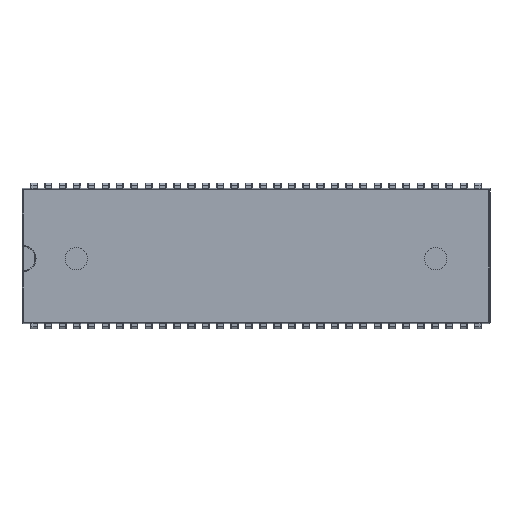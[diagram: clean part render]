
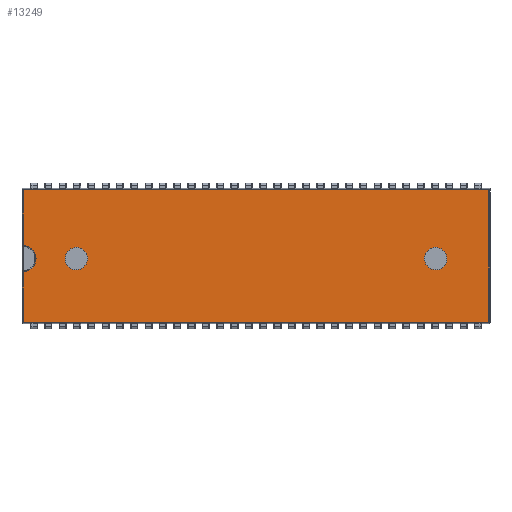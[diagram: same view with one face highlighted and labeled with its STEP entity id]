
A CAD part, top view. The second image highlights one B-rep face of the part: STEP entity #13249.
In plain terms, the highlighted planar face has unit normal (0, 0, 1).
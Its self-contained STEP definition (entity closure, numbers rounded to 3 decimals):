
#279=FACE_BOUND('',#1875,.T.);
#280=FACE_BOUND('',#1876,.T.);
#572=PLANE('',#14519);
#1188=FACE_OUTER_BOUND('',#1874,.T.);
#1874=EDGE_LOOP('',(#10814,#10815,#10816,#10817,#10818,#10819));
#1875=EDGE_LOOP('',(#10820));
#1876=EDGE_LOOP('',(#10821));
#3437=LINE('',#22746,#4753);
#3438=LINE('',#22750,#4754);
#3439=LINE('',#22752,#4755);
#3440=LINE('',#22754,#4756);
#3441=LINE('',#22755,#4757);
#4753=VECTOR('',#18059,10.);
#4754=VECTOR('',#18064,10.);
#4755=VECTOR('',#18065,10.);
#4756=VECTOR('',#18066,10.);
#4757=VECTOR('',#18067,10.);
#5210=CIRCLE('',#14509,2.35);
#5215=CIRCLE('',#14520,2.);
#5216=CIRCLE('',#14521,2.);
#6471=VERTEX_POINT('',#22702);
#6472=VERTEX_POINT('',#22704);
#6478=VERTEX_POINT('',#22745);
#6479=VERTEX_POINT('',#22749);
#6480=VERTEX_POINT('',#22751);
#6481=VERTEX_POINT('',#22753);
#6482=VERTEX_POINT('',#22756);
#6483=VERTEX_POINT('',#22758);
#8231=EDGE_CURVE('',#6472,#6471,#5210,.T.);
#8241=EDGE_CURVE('',#6471,#6478,#3437,.T.);
#8243=EDGE_CURVE('',#6479,#6472,#3438,.T.);
#8244=EDGE_CURVE('',#6480,#6479,#3439,.T.);
#8245=EDGE_CURVE('',#6481,#6480,#3440,.T.);
#8246=EDGE_CURVE('',#6478,#6481,#3441,.T.);
#8247=EDGE_CURVE('',#6482,#6482,#5215,.T.);
#8248=EDGE_CURVE('',#6483,#6483,#5216,.T.);
#10814=ORIENTED_EDGE('',*,*,#8231,.F.);
#10815=ORIENTED_EDGE('',*,*,#8243,.F.);
#10816=ORIENTED_EDGE('',*,*,#8244,.F.);
#10817=ORIENTED_EDGE('',*,*,#8245,.F.);
#10818=ORIENTED_EDGE('',*,*,#8246,.F.);
#10819=ORIENTED_EDGE('',*,*,#8241,.F.);
#10820=ORIENTED_EDGE('',*,*,#8247,.T.);
#10821=ORIENTED_EDGE('',*,*,#8248,.T.);
#13249=ADVANCED_FACE('',(#1188,#279,#280),#572,.T.);
#14509=AXIS2_PLACEMENT_3D('',#22706,#18036,#18037);
#14519=AXIS2_PLACEMENT_3D('',#22748,#18062,#18063);
#14520=AXIS2_PLACEMENT_3D('',#22757,#18068,#18069);
#14521=AXIS2_PLACEMENT_3D('',#22759,#18070,#18071);
#18036=DIRECTION('center_axis',(0.,0.,1.));
#18037=DIRECTION('ref_axis',(1.,0.,0.));
#18059=DIRECTION('',(0.,1.,0.));
#18062=DIRECTION('center_axis',(0.,0.,1.));
#18063=DIRECTION('ref_axis',(1.,0.,0.));
#18064=DIRECTION('',(0.,1.,0.));
#18065=DIRECTION('',(-1.,0.,0.));
#18066=DIRECTION('',(0.,-1.,0.));
#18067=DIRECTION('',(1.,0.,0.));
#18068=DIRECTION('center_axis',(0.,0.,-1.));
#18069=DIRECTION('ref_axis',(-1.,0.,0.));
#18070=DIRECTION('center_axis',(0.,0.,-1.));
#18071=DIRECTION('ref_axis',(-1.,0.,0.));
#22702=CARTESIAN_POINT('',(-0.772,14.848,3.85));
#22704=CARTESIAN_POINT('',(-0.772,10.152,3.85));
#22706=CARTESIAN_POINT('Origin',(-0.865,12.5,3.85));
#22745=CARTESIAN_POINT('',(-0.772,24.732,3.85));
#22746=CARTESIAN_POINT('',(-0.772,15.975,3.85));
#22748=CARTESIAN_POINT('Origin',(40.5,12.98,3.85));
#22749=CARTESIAN_POINT('',(-0.772,1.228,3.85));
#22750=CARTESIAN_POINT('',(-0.772,15.975,3.85));
#22751=CARTESIAN_POINT('',(81.772,1.228,3.85));
#22752=CARTESIAN_POINT('',(30.125,1.228,3.85));
#22753=CARTESIAN_POINT('',(81.772,24.732,3.85));
#22754=CARTESIAN_POINT('',(81.772,9.985,3.85));
#22755=CARTESIAN_POINT('',(50.875,24.732,3.85));
#22756=CARTESIAN_POINT('',(74.365,12.5,3.85));
#22757=CARTESIAN_POINT('Origin',(72.365,12.5,3.85));
#22758=CARTESIAN_POINT('',(10.635,12.5,3.85));
#22759=CARTESIAN_POINT('Origin',(8.635,12.5,3.85));
